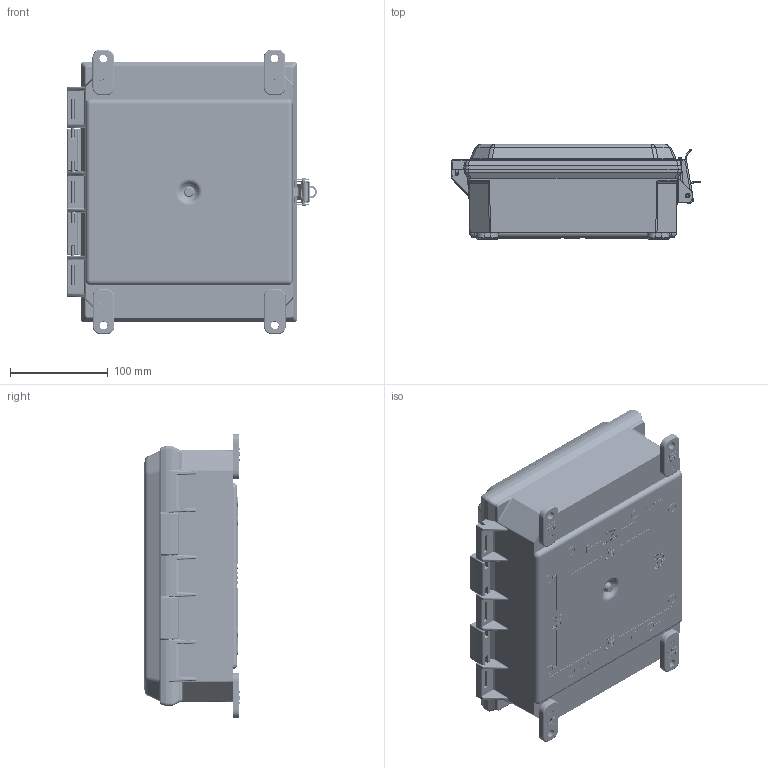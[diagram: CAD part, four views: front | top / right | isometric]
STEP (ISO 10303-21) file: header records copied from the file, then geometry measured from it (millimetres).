
FILE_DESCRIPTION (( 'STEP AP203' ), '1' );
FILE_NAME ('AMP1082L.step', '2015-12-23T20:49:27', ( '' ), ( '' ), 'SwSTEP 2.0', 'SolidWorks 2014', '' );
FILE_SCHEMA (( 'CONFIG_CONTROL_DESIGN' ));
Length unit declared in the file: inch
Products named in the file (22): 70-HPIN10316; 2381001; 2317001_Gray Polycarbonate; WUFOOT; WP1084C; 55-103212316; 2317001_WP1084C FIP Gasket Profile; W4-NUFS316; WP1082B_box; 70-HMISSLCH316 14380-3; AMP1082L; 2317200; 70-60250; WGP1084C; WP1082BI8; 70-HMISSLCH316 14380-4; 70-HMISSLCH316 14380-1; 70-60822PC-1; 70-HMISSLCH316 14380-5; 70-HMISSLCH316 14380-2; 55-1032516_PreviewCfg; 70-HMISSLCH316_Installed Position
Assembly tree (35 placements, depth 4):
  AMP1082L
    WP1082BI8
      WP1082B_box
      70-60250  x8
    70-60822PC-1
    55-1032516_PreviewCfg  x4
    70-HPIN10316
    WGP1084C
      WP1084C
        2317001_Gray Polycarbonate
      2317200
        2317001_WP1084C FIP Gasket Profile
    70-HMISSLCH316_Installed Position
      70-HMISSLCH316 14380-1
      70-HMISSLCH316 14380-2
      70-HMISSLCH316 14380-3
      70-HMISSLCH316 14380-4
      70-HMISSLCH316 14380-5  x2
    W4-NUFS316  x4
      WUFOOT
        2381001
      55-103212316
Bounding box: 256.11 x 97.33 x 291.28 mm (x, y, z)
Volume: 1231770.8 mm3; surface area: 709042.9 mm2
Topology: 32 solids, 32 shells, 6229 faces, 16018 edges, 10177 vertices
Faces by surface type: plane 2754, bspline 1314, cylinder 1301, cone 584, torus 161, sphere 115
Entity records: 199044 total; most frequent: CARTESIAN_POINT 89470, ORIENTED_EDGE 24362, DIRECTION 18646, EDGE_CURVE 12181, VERTEX_POINT 7724, LINE 7356, VECTOR 7356, AXIS2_PLACEMENT_3D 5645
